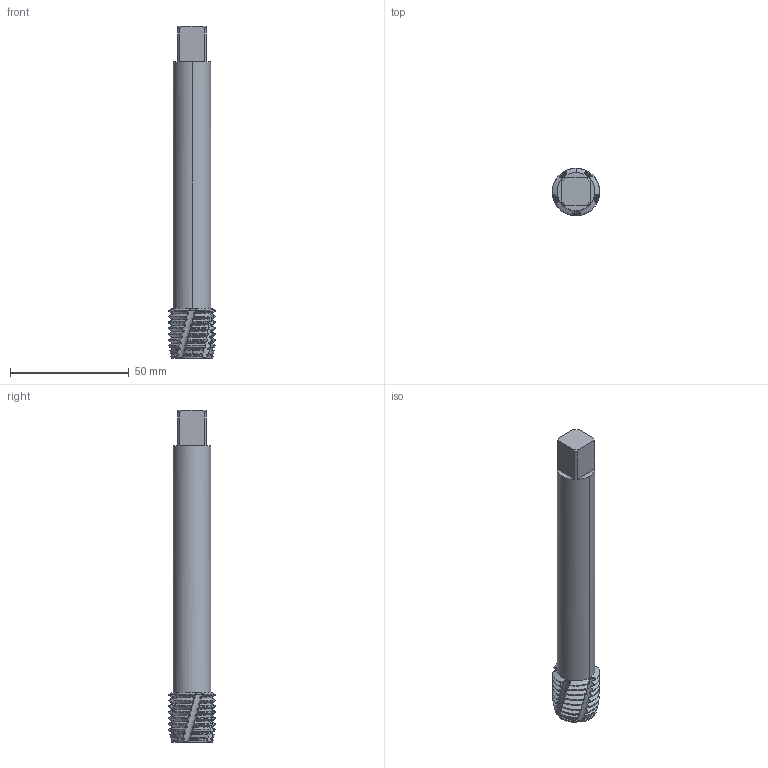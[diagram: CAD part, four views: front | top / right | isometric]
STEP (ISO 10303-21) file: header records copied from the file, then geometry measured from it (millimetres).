
FILE_DESCRIPTION(('no description'),'unknown implementation level');
FILE_NAME('solid_o9GbqgFrqDKkApWWOyGy_W7Stc_1.STP',' ',('CIM GmbH Aachen'),('CADClick - KiM GmbH - www.kimweb.de'),'unknown preprocess','ACIS','unknown authorization');
FILE_SCHEMA(('automotive_design'));
Length unit declared in the file: millimetre
Products named in the file (2): 1; 2
Bounding box: 20 x 20 x 140 mm (x, y, z)
Volume: 28313.8 mm3; surface area: 10436.6 mm2
Topology: 2 solids, 2 shells, 350 faces, 1017 edges, 671 vertices
Faces by surface type: cone 133, cylinder 105, bspline 80, plane 17, revolution 15
Entity records: 31720 total; most frequent: CARTESIAN_POINT 12402, STYLED_ITEM 2040, PRESENTATION_STYLE_ASSIGNMENT 2040, COLOUR_RGB 2040, ORIENTED_EDGE 2034, DIRECTION 1217, EDGE_CURVE 1017, CURVE_STYLE 1017
